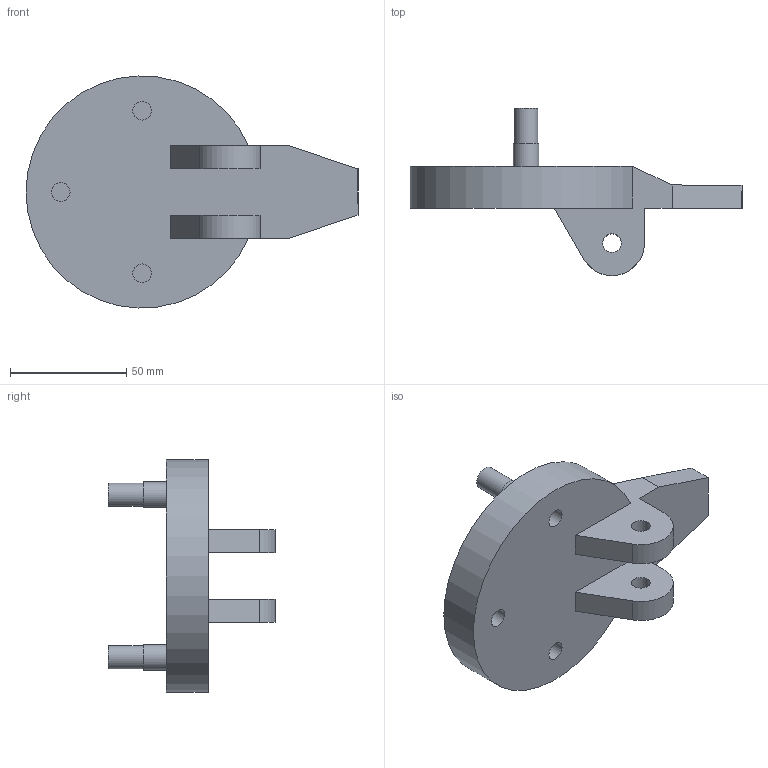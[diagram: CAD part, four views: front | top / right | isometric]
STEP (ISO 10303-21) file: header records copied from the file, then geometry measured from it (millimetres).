
FILE_DESCRIPTION (( 'STEP AP214' ), '1' );
FILE_NAME ('Part2. Base.STEP', '2025-04-02T16:42:54', ( '' ), ( '' ), 'SwSTEP 2.0', 'SolidWorks 2025', '' );
FILE_SCHEMA (( 'AUTOMOTIVE_DESIGN' ));
Length unit declared in the file: millimetre
Products named in the file (1): Part2. Base
Bounding box: 143 x 72 x 99.94 mm (x, y, z)
Volume: 117010.8 mm3; surface area: 36177.2 mm2
Topology: 1 solids, 1 shells, 41 faces, 91 edges, 60 vertices
Faces by surface type: plane 23, cylinder 18
Full cylindrical faces by diameter (mm): 8 x5, 10 x2, 11 x2
Entity records: 1113 total; most frequent: DIRECTION 200, CARTESIAN_POINT 180, ORIENTED_EDGE 160, EDGE_CURVE 80, AXIS2_PLACEMENT_3D 78, EDGE_LOOP 62, VERTEX_POINT 58, FACE_OUTER_BOUND 50
